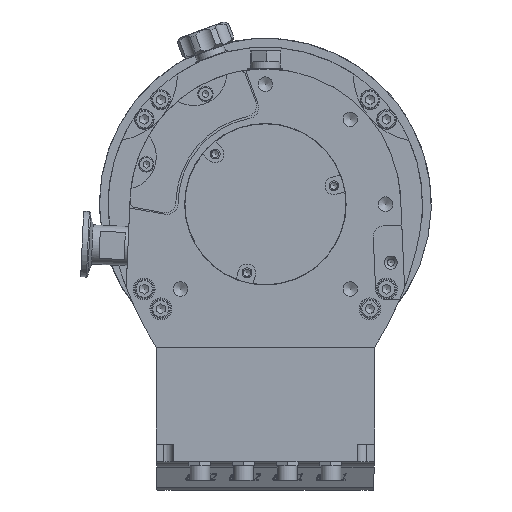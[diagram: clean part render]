
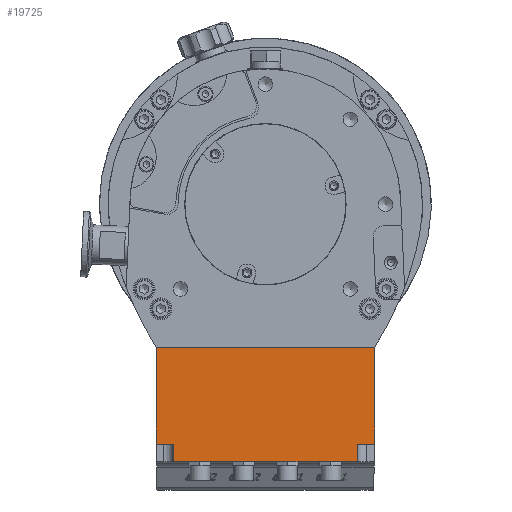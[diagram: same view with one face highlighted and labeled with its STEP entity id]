
A CAD part, front view. The second image highlights one B-rep face of the part: STEP entity #19725.
In plain terms, the highlighted planar face has unit normal (0, -1, 0).
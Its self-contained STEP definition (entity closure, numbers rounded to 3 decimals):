
#4565=CARTESIAN_POINT('',(-50.,1.,-65.5));
#4566=VERTEX_POINT('',#4565);
#5746=CARTESIAN_POINT('',(50.,1.,-65.5));
#5747=VERTEX_POINT('',#5746);
#17411=CARTESIAN_POINT('',(-50.,1.,-65.5));
#17412=DIRECTION('',(1.0,0.0,0.0));
#17413=VECTOR('',#17412,100.0);
#17414=LINE('',#17411,#17413);
#17415=EDGE_CURVE('',#4566,#5747,#17414,.T.);
#19663=CARTESIAN_POINT('',(0.,1.,-117.9));
#19664=DIRECTION('',(0.0,-1.0,0.0));
#19665=DIRECTION('',(0.0,0.0,1.0));
#19666=AXIS2_PLACEMENT_3D('',#19663,#19664,#19665);
#19667=PLANE('',#19666);
#19668=CARTESIAN_POINT('',(42.1,1.,-117.9));
#19669=VERTEX_POINT('',#19668);
#19670=CARTESIAN_POINT('',(42.1,1.,-109.9));
#19671=VERTEX_POINT('',#19670);
#19672=CARTESIAN_POINT('',(42.1,1.,-117.9));
#19673=DIRECTION('',(0.0,0.0,1.0));
#19674=VECTOR('',#19673,8.0);
#19675=LINE('',#19672,#19674);
#19676=EDGE_CURVE('',#19669,#19671,#19675,.T.);
#19677=ORIENTED_EDGE('',*,*,#19676,.T.);
#19678=CARTESIAN_POINT('',(50.,1.,-109.9));
#19679=VERTEX_POINT('',#19678);
#19680=CARTESIAN_POINT('',(42.1,1.,-109.9));
#19681=DIRECTION('',(1.0,0.0,0.0));
#19682=VECTOR('',#19681,7.9);
#19683=LINE('',#19680,#19682);
#19684=EDGE_CURVE('',#19671,#19679,#19683,.T.);
#19685=ORIENTED_EDGE('',*,*,#19684,.T.);
#19686=CARTESIAN_POINT('',(50.,1.,-109.9));
#19687=DIRECTION('',(0.0,0.0,1.0));
#19688=VECTOR('',#19687,44.4);
#19689=LINE('',#19686,#19688);
#19690=EDGE_CURVE('',#19679,#5747,#19689,.T.);
#19691=ORIENTED_EDGE('',*,*,#19690,.T.);
#19692=ORIENTED_EDGE('',*,*,#17415,.F.);
#19693=CARTESIAN_POINT('',(-50.,1.,-109.9));
#19694=VERTEX_POINT('',#19693);
#19695=CARTESIAN_POINT('',(-50.,1.,-65.5));
#19696=DIRECTION('',(0.0,0.0,-1.0));
#19697=VECTOR('',#19696,44.4);
#19698=LINE('',#19695,#19697);
#19699=EDGE_CURVE('',#4566,#19694,#19698,.T.);
#19700=ORIENTED_EDGE('',*,*,#19699,.T.);
#19701=CARTESIAN_POINT('',(-42.1,1.,-109.9));
#19702=VERTEX_POINT('',#19701);
#19703=CARTESIAN_POINT('',(-50.,1.,-109.9));
#19704=DIRECTION('',(1.0,0.0,0.0));
#19705=VECTOR('',#19704,7.9);
#19706=LINE('',#19703,#19705);
#19707=EDGE_CURVE('',#19694,#19702,#19706,.T.);
#19708=ORIENTED_EDGE('',*,*,#19707,.T.);
#19709=CARTESIAN_POINT('',(-42.1,1.,-117.9));
#19710=VERTEX_POINT('',#19709);
#19711=CARTESIAN_POINT('',(-42.1,1.,-109.9));
#19712=DIRECTION('',(0.0,0.0,-1.0));
#19713=VECTOR('',#19712,8.);
#19714=LINE('',#19711,#19713);
#19715=EDGE_CURVE('',#19702,#19710,#19714,.T.);
#19716=ORIENTED_EDGE('',*,*,#19715,.T.);
#19717=CARTESIAN_POINT('',(42.1,1.,-117.9));
#19718=DIRECTION('',(-1.0,0.0,0.0));
#19719=VECTOR('',#19718,84.2);
#19720=LINE('',#19717,#19719);
#19721=EDGE_CURVE('',#19669,#19710,#19720,.T.);
#19722=ORIENTED_EDGE('',*,*,#19721,.F.);
#19723=EDGE_LOOP('',(#19677,#19685,#19691,#19692,#19700,#19708,#19716,#19722));
#19724=FACE_OUTER_BOUND('',#19723,.T.);
#19725=ADVANCED_FACE('',(#19724),#19667,.T.);
